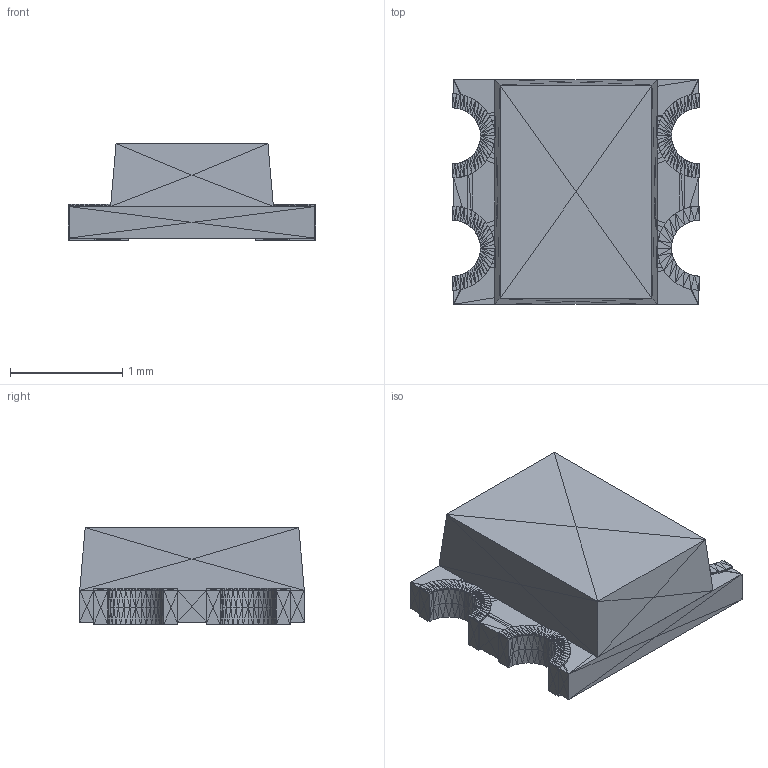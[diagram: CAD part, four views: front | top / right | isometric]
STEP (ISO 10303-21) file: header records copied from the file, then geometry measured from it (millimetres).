
FILE_DESCRIPTION((''),'2;1');
FILE_NAME('WS2812-2020 v2', '2025-06-22T15:51:42', (''), (''), 'ImageToStl.com STEP Converter','', '');
FILE_SCHEMA(('AUTOMOTIVE_DESIGN_CC2'));
Length unit declared in the file: metre
Products named in the file (8): product0; product1; product2; product3; product4; product5; product6; product7
Bounding box: 2.2 x 2 x 0.86 mm (x, y, z)
Surface area: 23.9 mm2 (no closed solid volume)
Topology: 0 solids, 2108 shells, 2108 faces, 6324 edges, 1070 vertices
Faces by surface type: plane 2108
Entity records: 50680 total; most frequent: DIRECTION 10542, ORIENTED_EDGE 6324, EDGE_CURVE 6324, LINE 6324, VECTOR 6324, AXIS2_PLACEMENT_3D 2109, FACE_SURFACE 2108, PLANE 2108
